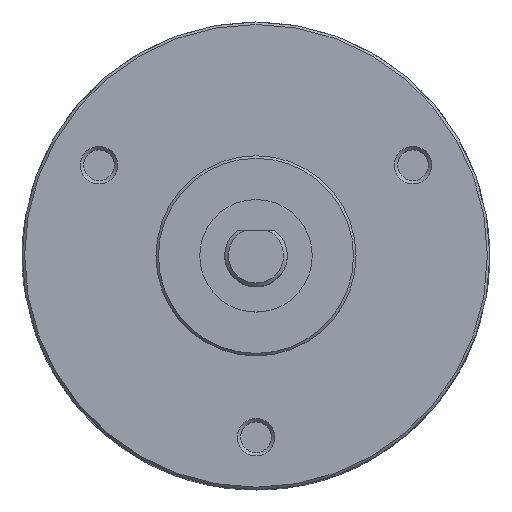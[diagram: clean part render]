
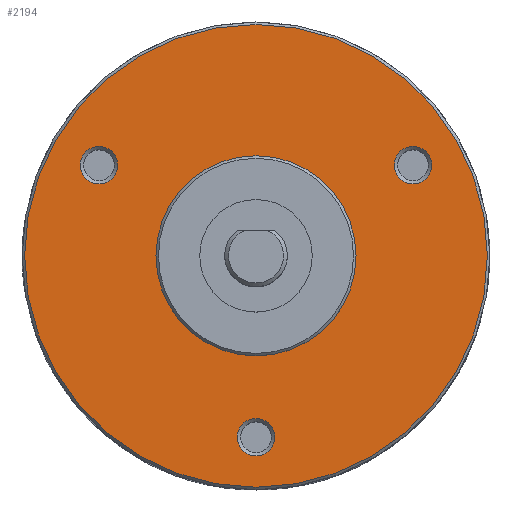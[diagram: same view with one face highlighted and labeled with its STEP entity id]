
A CAD part, top view. The second image highlights one B-rep face of the part: STEP entity #2194.
In plain terms, the highlighted planar face has unit normal (0, 0, 1).
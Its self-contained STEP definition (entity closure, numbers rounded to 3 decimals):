
#71=PLANE('',#2411);
#207=CIRCLE('',#2410,8.);
#208=CIRCLE('',#2412,18.5);
#209=CIRCLE('',#2413,1.5);
#210=CIRCLE('',#2414,1.5);
#211=CIRCLE('',#2415,1.5);
#397=ORIENTED_EDGE('',*,*,#965,.F.);
#398=ORIENTED_EDGE('',*,*,#966,.F.);
#399=ORIENTED_EDGE('',*,*,#967,.F.);
#400=ORIENTED_EDGE('',*,*,#968,.F.);
#401=ORIENTED_EDGE('',*,*,#964,.T.);
#964=EDGE_CURVE('',#1245,#1245,#207,.T.);
#965=EDGE_CURVE('',#1246,#1246,#208,.T.);
#966=EDGE_CURVE('',#1247,#1247,#209,.T.);
#967=EDGE_CURVE('',#1248,#1248,#210,.T.);
#968=EDGE_CURVE('',#1249,#1249,#211,.T.);
#1245=VERTEX_POINT('',#3585);
#1246=VERTEX_POINT('',#3588);
#1247=VERTEX_POINT('',#3590);
#1248=VERTEX_POINT('',#3592);
#1249=VERTEX_POINT('',#3594);
#1693=EDGE_LOOP('',(#397));
#1694=EDGE_LOOP('',(#398));
#1695=EDGE_LOOP('',(#399));
#1696=EDGE_LOOP('',(#400));
#1697=EDGE_LOOP('',(#401));
#1931=FACE_BOUND('',#1693,.T.);
#1932=FACE_BOUND('',#1694,.T.);
#1933=FACE_BOUND('',#1695,.T.);
#1934=FACE_BOUND('',#1696,.T.);
#1935=FACE_BOUND('',#1697,.T.);
#2194=ADVANCED_FACE('',(#1931,#1932,#1933,#1934,#1935),#71,.F.);
#2410=AXIS2_PLACEMENT_3D('',#3584,#2786,#2787);
#2411=AXIS2_PLACEMENT_3D('',#3586,#2788,#2789);
#2412=AXIS2_PLACEMENT_3D('',#3587,#2790,#2791);
#2413=AXIS2_PLACEMENT_3D('',#3589,#2792,#2793);
#2414=AXIS2_PLACEMENT_3D('',#3591,#2794,#2795);
#2415=AXIS2_PLACEMENT_3D('',#3593,#2796,#2797);
#2786=DIRECTION('',(0.,0.,-1.));
#2787=DIRECTION('',(-1.,0.,0.));
#2788=DIRECTION('',(0.,0.,-1.));
#2789=DIRECTION('',(-1.,0.,0.));
#2790=DIRECTION('',(0.,0.,-1.));
#2791=DIRECTION('',(-1.,0.,0.));
#2792=DIRECTION('',(0.,0.,1.));
#2793=DIRECTION('',(1.,0.,0.));
#2794=DIRECTION('',(0.,0.,1.));
#2795=DIRECTION('',(1.,0.,0.));
#2796=DIRECTION('',(0.,0.,1.));
#2797=DIRECTION('',(1.,0.,0.));
#3584=CARTESIAN_POINT('',(0.,0.,-2.));
#3585=CARTESIAN_POINT('',(-8.,0.,-2.));
#3586=CARTESIAN_POINT('',(0.,8.,-2.));
#3587=CARTESIAN_POINT('',(0.,0.,-2.));
#3588=CARTESIAN_POINT('',(-18.5,0.,-2.));
#3589=CARTESIAN_POINT('',(12.557,7.25,-2.));
#3590=CARTESIAN_POINT('',(14.057,7.25,-2.));
#3591=CARTESIAN_POINT('',(-12.557,7.25,-2.));
#3592=CARTESIAN_POINT('',(-11.057,7.25,-2.));
#3593=CARTESIAN_POINT('',(0.,-14.5,-2.));
#3594=CARTESIAN_POINT('',(1.5,-14.5,-2.));
